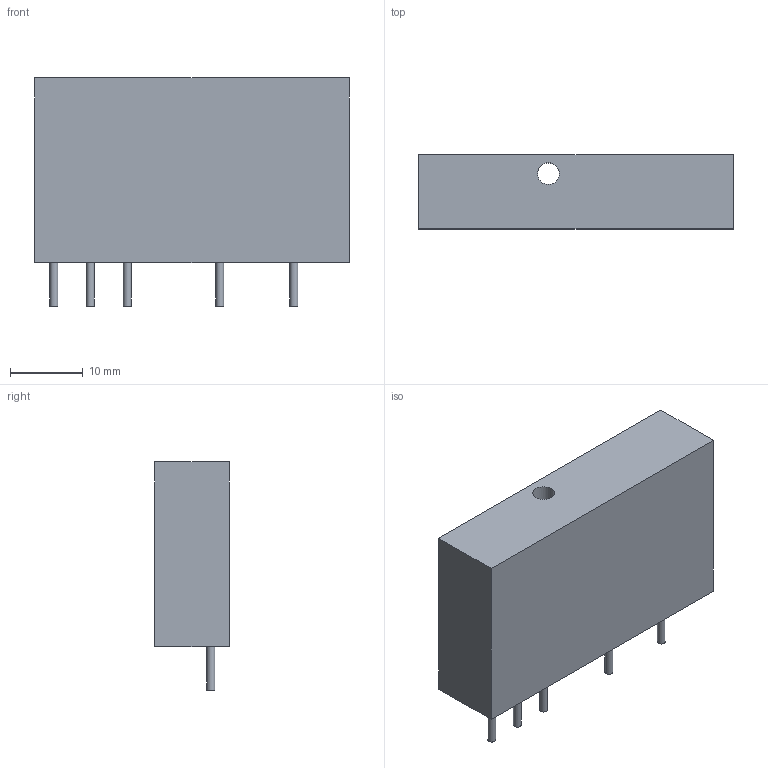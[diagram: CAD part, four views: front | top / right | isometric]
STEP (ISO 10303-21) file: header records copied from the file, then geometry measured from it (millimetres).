
FILE_DESCRIPTION(('FreeCAD Model'),'2;1');
FILE_NAME('Open CASCADE Shape Model','2023-09-06T01:21:04',(''),(''), 'Open CASCADE STEP processor 7.6','FreeCAD','Unknown');
FILE_SCHEMA(('AUTOMOTIVE_DESIGN { 1 0 10303 214 1 1 1 1 }'));
Length unit declared in the file: millimetre
Products named in the file (1): Тело
Bounding box: 43.2 x 10.2 x 31.37 mm (x, y, z)
Volume: 11041.1 mm3; surface area: 3922.4 mm2
Topology: 1 solids, 1 shells, 17 faces, 30 edges, 20 vertices
Faces by surface type: plane 11, cylinder 6
Full cylindrical faces by diameter (mm): 1.1 x5, 3 x1
Entity records: 442 total; most frequent: DIRECTION 78, CARTESIAN_POINT 68, ORIENTED_EDGE 60, AXIS2_PLACEMENT_3D 30, EDGE_CURVE 30, FACE_BOUND 24, EDGE_LOOP 24, VERTEX_POINT 20
